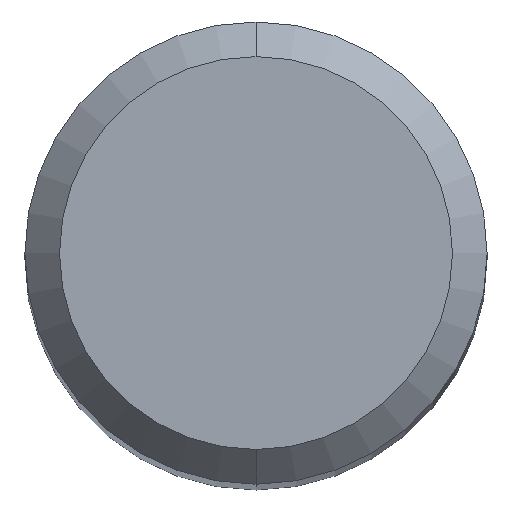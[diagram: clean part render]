
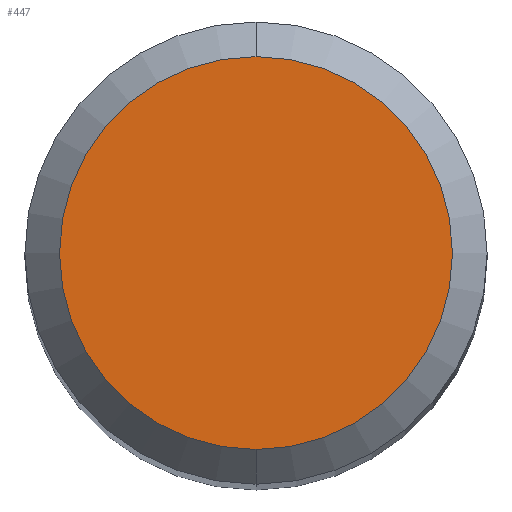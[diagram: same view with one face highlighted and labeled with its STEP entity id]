
A CAD part, top view. The second image highlights one B-rep face of the part: STEP entity #447.
In plain terms, the highlighted planar face has unit normal (0, 0, 1).
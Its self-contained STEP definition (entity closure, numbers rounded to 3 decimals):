
#191=VERTEX_POINT('',#499);
#197=VERTEX_POINT('',#505);
#373=EDGE_CURVE('',#197,#191,#703,.T.);
#383=EDGE_CURVE('',#191,#197,#713,.T.);
#447=ADVANCED_FACE('',(#782),#783,.T.);
#499=CARTESIAN_POINT('',(0.,-1.7,0.0));
#505=CARTESIAN_POINT('',(0.0,1.7,0.0));
#703=CIRCLE('',#1236,1.7);
#713=CIRCLE('',#1265,1.7);
#782=FACE_OUTER_BOUND('',#1394,.T.);
#783=PLANE('',#1395);
#1236=AXIS2_PLACEMENT_3D('',#1713,#1714,#1715);
#1265=AXIS2_PLACEMENT_3D('',#1718,#1719,#1720);
#1394=EDGE_LOOP('',(#1785,#1786));
#1395=AXIS2_PLACEMENT_3D('',#1787,#1788,#1789);
#1713=CARTESIAN_POINT('',(0.0,0.0,0.0));
#1714=DIRECTION('',(0.0,0.0,-1.0));
#1715=DIRECTION('',(0.0,1.0,0.0));
#1718=CARTESIAN_POINT('',(0.0,0.0,0.0));
#1719=DIRECTION('',(0.0,0.0,-1.0));
#1720=DIRECTION('',(0.0,1.0,0.0));
#1785=ORIENTED_EDGE('',*,*,#373,.F.);
#1786=ORIENTED_EDGE('',*,*,#383,.F.);
#1787=CARTESIAN_POINT('',(0.0,0.85,0.0));
#1788=DIRECTION('',(-0.0,0.0,1.0));
#1789=DIRECTION('',(0.0,-1.0,0.0));
